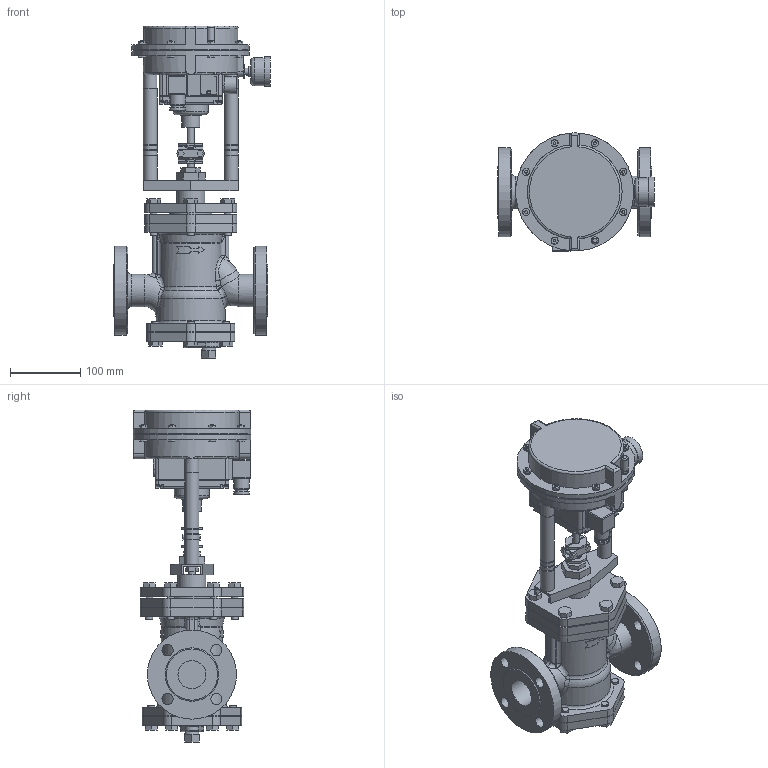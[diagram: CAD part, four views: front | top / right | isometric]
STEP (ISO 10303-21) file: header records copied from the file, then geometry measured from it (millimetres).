
FILE_DESCRIPTION(/* description */ (''),/* implementation_level */ '2;1');
FILE_NAME(/* name */ 'cvsr0-040-a0150-00.stp',/* time_stamp */ '2018-06-26T13:51:03+09:00',/* author */ ('nakaot'),/* organization */ (''),/* preprocessor_version */ 'ST-DEVELOPER v15.6',/* originating_system */ 'Autodesk Inventor 2015',/* authorisation */ '');
FILE_SCHEMA (('CONFIG_CONTROL_DESIGN'));
Length unit declared in the file: millimetre
Products named in the file (1): cvsr0-040-a0150-00
Bounding box: 223.7 x 168.1 x 473.1 mm (x, y, z)
Volume: 4202294.2 mm3; surface area: 428387.9 mm2
Topology: 4 solids, 5 shells, 1015 faces, 2433 edges, 1532 vertices
Faces by surface type: plane 678, cylinder 220, bspline 60, torus 41, sphere 11, cone 5
Full cylindrical faces by diameter (mm): 4 x8, 4.5 x4, 6 x1, 8 x4, 10 x41, 10.392 x1, 11.445 x2, 15 x3, 16 x10, 16.6 x1, 18 x6, 20 x11, 22 x3, 24 x1, 26 x1, 30 x1, 40 x4, 42 x1, 46 x2, 50 x1, 62 x1, 98 x1, 100 x2, 127 x2, 164 x1, 168 x2
Entity records: 30496 total; most frequent: CARTESIAN_POINT 7502, DIRECTION 4701, ORIENTED_EDGE 4524, EDGE_CURVE 2262, AXIS2_PLACEMENT_3D 1640, VERTEX_POINT 1500, LINE 1421, VECTOR 1421
